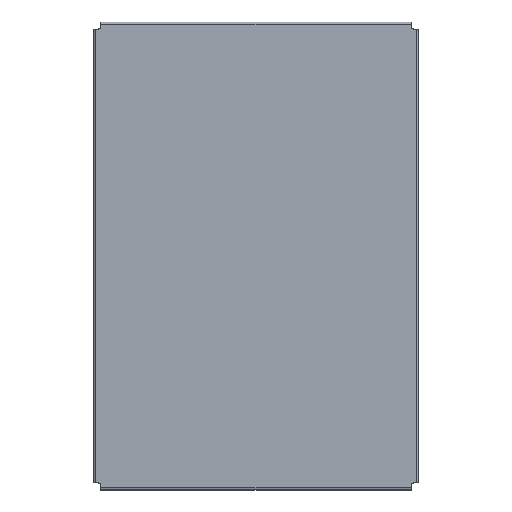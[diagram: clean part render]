
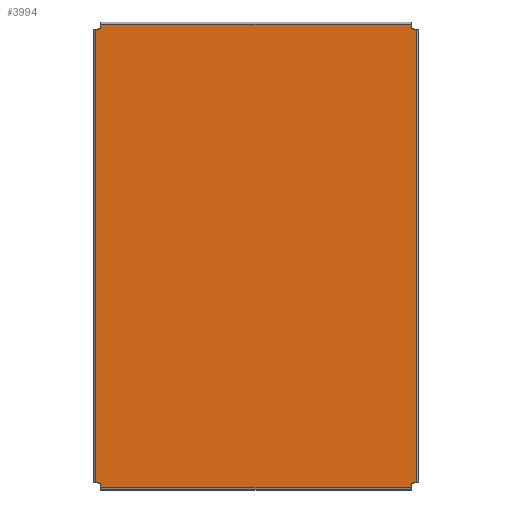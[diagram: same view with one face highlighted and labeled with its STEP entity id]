
A CAD part, top view. The second image highlights one B-rep face of the part: STEP entity #3994.
In plain terms, the highlighted planar face has unit normal (0, 0, 1).
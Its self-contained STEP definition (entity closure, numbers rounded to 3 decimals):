
#201=PLANE('',#4348);
#370=FACE_OUTER_BOUND('',#564,.T.);
#564=EDGE_LOOP('',(#3171,#3172,#3173,#3174,#3175,#3176,#3177,#3178,#3179,
#3180,#3181,#3182,#3183,#3184,#3185,#3186));
#967=LINE('',#6445,#1359);
#968=LINE('',#6448,#1360);
#969=LINE('',#6450,#1361);
#970=LINE('',#6452,#1362);
#971=LINE('',#6456,#1363);
#972=LINE('',#6458,#1364);
#973=LINE('',#6460,#1365);
#974=LINE('',#6464,#1366);
#975=LINE('',#6466,#1367);
#976=LINE('',#6468,#1368);
#977=LINE('',#6472,#1369);
#978=LINE('',#6473,#1370);
#1359=VECTOR('',#5283,1.);
#1360=VECTOR('',#5286,1.);
#1361=VECTOR('',#5287,1.);
#1362=VECTOR('',#5288,1.);
#1363=VECTOR('',#5291,1.);
#1364=VECTOR('',#5292,1.);
#1365=VECTOR('',#5293,1.);
#1366=VECTOR('',#5296,1.);
#1367=VECTOR('',#5297,1.);
#1368=VECTOR('',#5298,1.);
#1369=VECTOR('',#5301,10.);
#1370=VECTOR('',#5302,1.);
#1606=CIRCLE('',#4342,4.);
#1611=CIRCLE('',#4349,4.);
#1612=CIRCLE('',#4350,4.);
#1613=CIRCLE('',#4351,4.);
#1934=VERTEX_POINT('',#6424);
#1935=VERTEX_POINT('',#6426);
#1942=VERTEX_POINT('',#6443);
#1943=VERTEX_POINT('',#6447);
#1944=VERTEX_POINT('',#6449);
#1945=VERTEX_POINT('',#6451);
#1946=VERTEX_POINT('',#6453);
#1947=VERTEX_POINT('',#6455);
#1948=VERTEX_POINT('',#6457);
#1949=VERTEX_POINT('',#6459);
#1950=VERTEX_POINT('',#6461);
#1951=VERTEX_POINT('',#6463);
#1952=VERTEX_POINT('',#6465);
#1953=VERTEX_POINT('',#6467);
#1954=VERTEX_POINT('',#6469);
#1955=VERTEX_POINT('',#6471);
#2449=EDGE_CURVE('',#1934,#1935,#1606,.T.);
#2459=EDGE_CURVE('',#1934,#1942,#967,.T.);
#2460=EDGE_CURVE('',#1943,#1935,#968,.T.);
#2461=EDGE_CURVE('',#1942,#1944,#969,.T.);
#2462=EDGE_CURVE('',#1944,#1945,#970,.T.);
#2463=EDGE_CURVE('',#1946,#1945,#1611,.T.);
#2464=EDGE_CURVE('',#1946,#1947,#971,.T.);
#2465=EDGE_CURVE('',#1947,#1948,#972,.T.);
#2466=EDGE_CURVE('',#1948,#1949,#973,.T.);
#2467=EDGE_CURVE('',#1950,#1949,#1612,.T.);
#2468=EDGE_CURVE('',#1950,#1951,#974,.T.);
#2469=EDGE_CURVE('',#1951,#1952,#975,.T.);
#2470=EDGE_CURVE('',#1952,#1953,#976,.T.);
#2471=EDGE_CURVE('',#1954,#1953,#1613,.T.);
#2472=EDGE_CURVE('',#1954,#1955,#977,.T.);
#2473=EDGE_CURVE('',#1955,#1943,#978,.T.);
#3171=ORIENTED_EDGE('',*,*,#2460,.T.);
#3172=ORIENTED_EDGE('',*,*,#2449,.F.);
#3173=ORIENTED_EDGE('',*,*,#2459,.T.);
#3174=ORIENTED_EDGE('',*,*,#2461,.T.);
#3175=ORIENTED_EDGE('',*,*,#2462,.T.);
#3176=ORIENTED_EDGE('',*,*,#2463,.F.);
#3177=ORIENTED_EDGE('',*,*,#2464,.T.);
#3178=ORIENTED_EDGE('',*,*,#2465,.T.);
#3179=ORIENTED_EDGE('',*,*,#2466,.T.);
#3180=ORIENTED_EDGE('',*,*,#2467,.F.);
#3181=ORIENTED_EDGE('',*,*,#2468,.T.);
#3182=ORIENTED_EDGE('',*,*,#2469,.T.);
#3183=ORIENTED_EDGE('',*,*,#2470,.T.);
#3184=ORIENTED_EDGE('',*,*,#2471,.F.);
#3185=ORIENTED_EDGE('',*,*,#2472,.T.);
#3186=ORIENTED_EDGE('',*,*,#2473,.T.);
#3994=ADVANCED_FACE('',(#370),#201,.F.);
#4342=AXIS2_PLACEMENT_3D('',#6427,#5266,#5267);
#4348=AXIS2_PLACEMENT_3D('',#6446,#5284,#5285);
#4349=AXIS2_PLACEMENT_3D('',#6454,#5289,#5290);
#4350=AXIS2_PLACEMENT_3D('',#6462,#5294,#5295);
#4351=AXIS2_PLACEMENT_3D('',#6470,#5299,#5300);
#5266=DIRECTION('center_axis',(0.,0.,1.));
#5267=DIRECTION('ref_axis',(-0.707,0.707,0.));
#5283=DIRECTION('',(1.,0.,0.));
#5284=DIRECTION('center_axis',(0.,0.,-1.));
#5285=DIRECTION('ref_axis',(0.,1.,0.));
#5286=DIRECTION('',(0.,1.,0.));
#5287=DIRECTION('',(0.,1.,0.));
#5288=DIRECTION('',(-1.,0.,0.));
#5289=DIRECTION('center_axis',(0.,0.,1.));
#5290=DIRECTION('ref_axis',(-0.707,-0.707,0.));
#5291=DIRECTION('',(0.,1.,0.));
#5292=DIRECTION('',(-1.,0.,0.));
#5293=DIRECTION('',(0.,-1.,0.));
#5294=DIRECTION('center_axis',(0.,0.,1.));
#5295=DIRECTION('ref_axis',(0.707,-0.707,0.));
#5296=DIRECTION('',(-1.,0.,0.));
#5297=DIRECTION('',(0.,-1.,0.));
#5298=DIRECTION('',(1.,0.,0.));
#5299=DIRECTION('center_axis',(0.,0.,1.));
#5300=DIRECTION('ref_axis',(0.707,0.707,0.));
#5301=DIRECTION('',(0.,-1.,0.));
#5302=DIRECTION('',(1.,0.,0.));
#6424=CARTESIAN_POINT('',(221.,-317.,0.));
#6426=CARTESIAN_POINT('',(217.,-321.,0.));
#6427=CARTESIAN_POINT('Origin',(221.,-321.,0.));
#6443=CARTESIAN_POINT('',(224.,-317.,0.));
#6445=CARTESIAN_POINT('',(112.,-317.,0.));
#6446=CARTESIAN_POINT('Origin',(0.,0.,0.));
#6447=CARTESIAN_POINT('',(217.,-324.,0.));
#6448=CARTESIAN_POINT('',(217.,-162.,0.));
#6449=CARTESIAN_POINT('',(224.,317.,0.));
#6450=CARTESIAN_POINT('',(224.,0.,0.));
#6451=CARTESIAN_POINT('',(221.,317.,0.));
#6452=CARTESIAN_POINT('',(112.,317.,0.));
#6453=CARTESIAN_POINT('',(217.,321.,0.));
#6454=CARTESIAN_POINT('Origin',(221.,321.,0.));
#6455=CARTESIAN_POINT('',(217.,324.,0.));
#6456=CARTESIAN_POINT('',(217.,162.,0.));
#6457=CARTESIAN_POINT('',(-217.,324.,0.));
#6458=CARTESIAN_POINT('',(0.,324.,0.));
#6459=CARTESIAN_POINT('',(-217.,321.,0.));
#6460=CARTESIAN_POINT('',(-217.,162.,0.));
#6461=CARTESIAN_POINT('',(-221.,317.,0.));
#6462=CARTESIAN_POINT('Origin',(-221.,321.,0.));
#6463=CARTESIAN_POINT('',(-224.,317.,0.));
#6464=CARTESIAN_POINT('',(-112.,317.,0.));
#6465=CARTESIAN_POINT('',(-224.,-317.,0.));
#6466=CARTESIAN_POINT('',(-224.,163.5,0.));
#6467=CARTESIAN_POINT('',(-221.,-317.,0.));
#6468=CARTESIAN_POINT('',(-112.,-317.,0.));
#6469=CARTESIAN_POINT('',(-217.,-321.,0.));
#6470=CARTESIAN_POINT('Origin',(-221.,-321.,0.));
#6471=CARTESIAN_POINT('',(-217.,-324.,0.));
#6472=CARTESIAN_POINT('',(-217.,-160.5,0.));
#6473=CARTESIAN_POINT('',(-113.5,-324.,0.));
